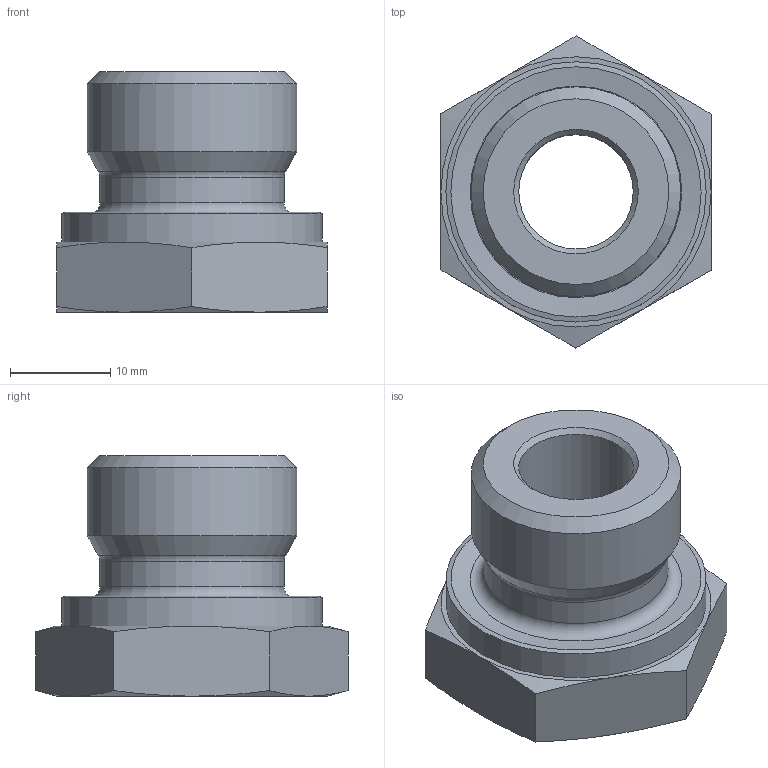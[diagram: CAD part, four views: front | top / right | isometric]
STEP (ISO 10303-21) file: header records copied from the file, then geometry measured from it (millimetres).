
FILE_DESCRIPTION((''),'2;1');
FILE_NAME('715014828.stp','2014-09-02T10:56:37',(''),('KNOMI spol. s r. o.'),'Autodesk Inventor 2012','Autodesk Inventor 2012','');
FILE_SCHEMA(('AUTOMOTIVE_DESIGN { 1 2 10303 214 0 1 1 1 }'));
Length unit declared in the file: millimetre
Products named in the file (1): RIBR G1/2"-G1/4"
Bounding box: 27.02 x 31.18 x 24 mm (x, y, z)
Volume: 7866.6 mm3; surface area: 3670.5 mm2
Topology: 1 solids, 1 shells, 33 faces, 72 edges, 42 vertices
Faces by surface type: cone 18, plane 9, cylinder 4, torus 2
Full cylindrical faces by diameter (mm): 11.445 x1, 18.4 x1, 20.955 x1, 26 x1
Entity records: 816 total; most frequent: CARTESIAN_POINT 180, DIRECTION 128, ORIENTED_EDGE 116, AXIS2_PLACEMENT_3D 60, EDGE_CURVE 58, EDGE_LOOP 48, VERTEX_POINT 40, FACE_OUTER_BOUND 33
